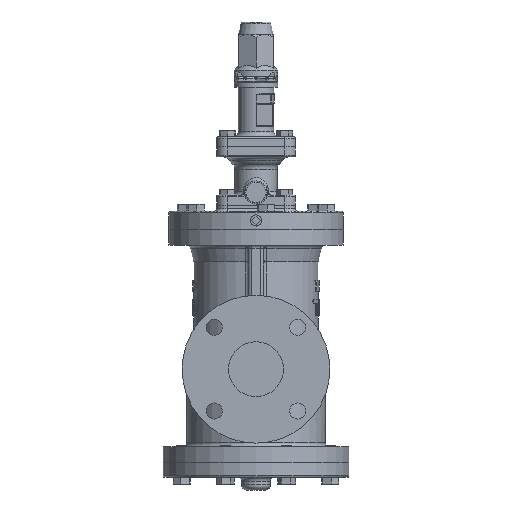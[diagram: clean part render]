
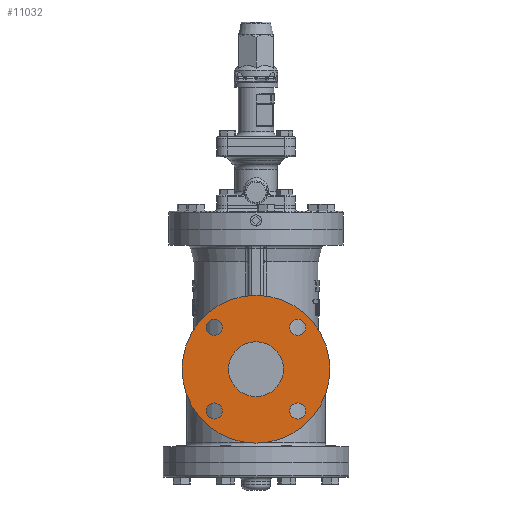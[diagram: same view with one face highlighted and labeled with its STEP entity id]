
A CAD part, left-side view. The second image highlights one B-rep face of the part: STEP entity #11032.
In plain terms, the highlighted planar face has unit normal (-1, 0, 0).
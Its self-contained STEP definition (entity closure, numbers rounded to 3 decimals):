
#729=FACE_BOUND('',#1661,.T.);
#730=FACE_BOUND('',#1662,.T.);
#731=FACE_BOUND('',#1663,.T.);
#732=FACE_BOUND('',#1664,.T.);
#733=FACE_BOUND('',#1665,.T.);
#901=FACE_OUTER_BOUND('',#1660,.T.);
#1660=EDGE_LOOP('',(#7486));
#1661=EDGE_LOOP('',(#7487));
#1662=EDGE_LOOP('',(#7488));
#1663=EDGE_LOOP('',(#7489));
#1664=EDGE_LOOP('',(#7490));
#1665=EDGE_LOOP('',(#7491));
#2496=CIRCLE('',#11791,87.5);
#2497=CIRCLE('',#11793,9.5);
#2498=CIRCLE('',#11795,9.5);
#2499=CIRCLE('',#11797,9.5);
#2500=CIRCLE('',#11799,32.5);
#2502=CIRCLE('',#11803,9.5);
#4723=VERTEX_POINT('',#16425);
#4724=VERTEX_POINT('',#16428);
#4725=VERTEX_POINT('',#16431);
#4726=VERTEX_POINT('',#16434);
#4727=VERTEX_POINT('',#16437);
#4729=VERTEX_POINT('',#16443);
#5779=EDGE_CURVE('',#4723,#4723,#2496,.T.);
#5780=EDGE_CURVE('',#4724,#4724,#2497,.T.);
#5781=EDGE_CURVE('',#4725,#4725,#2498,.T.);
#5782=EDGE_CURVE('',#4726,#4726,#2499,.T.);
#5783=EDGE_CURVE('',#4727,#4727,#2500,.T.);
#5785=EDGE_CURVE('',#4729,#4729,#2502,.T.);
#7486=ORIENTED_EDGE('',*,*,#5779,.F.);
#7487=ORIENTED_EDGE('',*,*,#5780,.T.);
#7488=ORIENTED_EDGE('',*,*,#5781,.T.);
#7489=ORIENTED_EDGE('',*,*,#5782,.T.);
#7490=ORIENTED_EDGE('',*,*,#5783,.T.);
#7491=ORIENTED_EDGE('',*,*,#5785,.T.);
#10692=PLANE('',#11804);
#11032=ADVANCED_FACE('',(#901,#729,#730,#731,#732,#733),#10692,.F.);
#11791=AXIS2_PLACEMENT_3D('',#16426,#13028,#13029);
#11793=AXIS2_PLACEMENT_3D('',#16429,#13032,#13033);
#11795=AXIS2_PLACEMENT_3D('',#16432,#13036,#13037);
#11797=AXIS2_PLACEMENT_3D('',#16435,#13040,#13041);
#11799=AXIS2_PLACEMENT_3D('',#16438,#13044,#13045);
#11803=AXIS2_PLACEMENT_3D('',#16444,#13052,#13053);
#11804=AXIS2_PLACEMENT_3D('',#16445,#13054,#13055);
#13028=DIRECTION('center_axis',(1.,0.,0.));
#13029=DIRECTION('ref_axis',(0.,0.,1.));
#13032=DIRECTION('center_axis',(1.,0.,0.));
#13033=DIRECTION('ref_axis',(0.,-1.,0.));
#13036=DIRECTION('center_axis',(1.,0.,0.));
#13037=DIRECTION('ref_axis',(0.,0.,
1.));
#13040=DIRECTION('center_axis',(1.,0.,0.));
#13041=DIRECTION('ref_axis',(0.,1.,0.));
#13044=DIRECTION('center_axis',(1.,0.,0.));
#13045=DIRECTION('ref_axis',(0.,0.,-1.));
#13052=DIRECTION('center_axis',(1.,0.,0.));
#13053=DIRECTION('ref_axis',(0.,0.,-1.));
#13054=DIRECTION('center_axis',(1.,0.,0.));
#13055=DIRECTION('ref_axis',(0.,0.,-1.));
#16425=CARTESIAN_POINT('',(-185.,0.,-87.5));
#16426=CARTESIAN_POINT('Origin',(-185.,0.,0.));
#16428=CARTESIAN_POINT('',(-185.,39.997,-49.497));
#16429=CARTESIAN_POINT('Origin',(-185.,49.497,-49.497));
#16431=CARTESIAN_POINT('',(-185.,-49.497,-39.997));
#16432=CARTESIAN_POINT('Origin',(-185.,-49.497,-49.497));
#16434=CARTESIAN_POINT('',(-185.,-39.997,49.497));
#16435=CARTESIAN_POINT('Origin',(-185.,-49.497,49.497));
#16437=CARTESIAN_POINT('',(-185.,0.,-32.5));
#16438=CARTESIAN_POINT('Origin',(-185.,0.,0.));
#16443=CARTESIAN_POINT('',(-185.,49.497,39.997));
#16444=CARTESIAN_POINT('Origin',(-185.,49.497,49.497));
#16445=CARTESIAN_POINT('Origin',(-185.,0.,0.));
